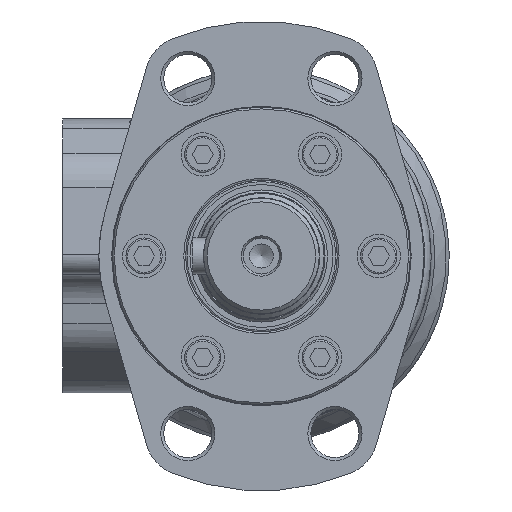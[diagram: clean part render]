
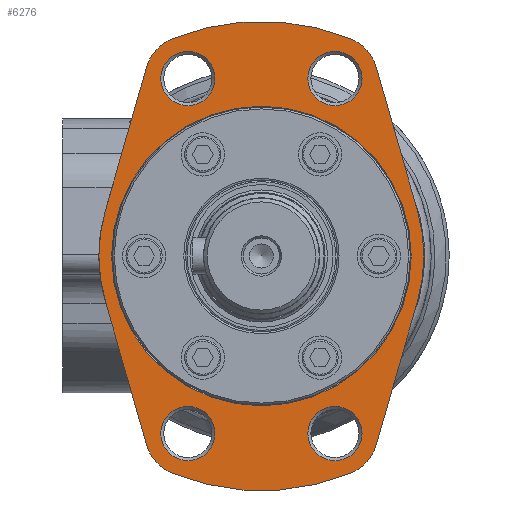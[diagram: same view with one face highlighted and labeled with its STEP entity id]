
A CAD part, left-side view. The second image highlights one B-rep face of the part: STEP entity #6276.
In plain terms, the highlighted planar face has unit normal (-1, 0, 0).
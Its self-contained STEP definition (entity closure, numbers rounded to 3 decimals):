
#177=FACE_BOUND('',#1041,.T.);
#178=FACE_BOUND('',#1042,.T.);
#179=FACE_BOUND('',#1043,.T.);
#180=FACE_BOUND('',#1044,.T.);
#181=FACE_BOUND('',#1045,.T.);
#339=PLANE('',#7004);
#624=FACE_OUTER_BOUND('',#1040,.T.);
#1040=EDGE_LOOP('',(#4754,#4755,#4756,#4757,#4758,#4759,#4760,#4761,#4762,
#4763,#4764,#4765));
#1041=EDGE_LOOP('',(#4766));
#1042=EDGE_LOOP('',(#4767));
#1043=EDGE_LOOP('',(#4768));
#1044=EDGE_LOOP('',(#4769));
#1045=EDGE_LOOP('',(#4770));
#1498=CIRCLE('',#6886,7.505);
#1502=CIRCLE('',#6892,7.505);
#1506=CIRCLE('',#6898,7.505);
#1510=CIRCLE('',#6904,7.505);
#1514=CIRCLE('',#6911,41.485);
#1521=CIRCLE('',#6923,12.);
#1522=CIRCLE('',#6925,65.);
#1523=CIRCLE('',#6927,12.);
#1524=CIRCLE('',#6931,12.);
#1526=CIRCLE('',#6934,65.);
#1528=CIRCLE('',#6937,12.);
#1540=CIRCLE('',#6974,45.);
#1545=CIRCLE('',#7005,45.);
#1822=LINE('',#10338,#2256);
#1826=LINE('',#10347,#2260);
#1832=LINE('',#10364,#2266);
#1834=LINE('',#10369,#2268);
#2256=VECTOR('',#7912,1000.);
#2260=VECTOR('',#7918,1000.);
#2266=VECTOR('',#7938,1000.);
#2268=VECTOR('',#7942,1000.);
#2815=VERTEX_POINT('',#10261);
#2819=VERTEX_POINT('',#10273);
#2823=VERTEX_POINT('',#10285);
#2827=VERTEX_POINT('',#10297);
#2831=VERTEX_POINT('',#10310);
#2842=VERTEX_POINT('',#10335);
#2843=VERTEX_POINT('',#10337);
#2846=VERTEX_POINT('',#10345);
#2847=VERTEX_POINT('',#10346);
#2848=VERTEX_POINT('',#10351);
#2849=VERTEX_POINT('',#10355);
#2850=VERTEX_POINT('',#10359);
#2851=VERTEX_POINT('',#10363);
#2852=VERTEX_POINT('',#10367);
#2853=VERTEX_POINT('',#10368);
#2856=VERTEX_POINT('',#10376);
#2858=VERTEX_POINT('',#10382);
#3443=EDGE_CURVE('',#2815,#2815,#1498,.T.);
#3449=EDGE_CURVE('',#2819,#2819,#1502,.T.);
#3455=EDGE_CURVE('',#2823,#2823,#1506,.T.);
#3461=EDGE_CURVE('',#2827,#2827,#1510,.T.);
#3467=EDGE_CURVE('',#2831,#2831,#1514,.T.);
#3479=EDGE_CURVE('',#2842,#2843,#1822,.T.);
#3483=EDGE_CURVE('',#2846,#2847,#1826,.T.);
#3486=EDGE_CURVE('',#2848,#2846,#1521,.T.);
#3488=EDGE_CURVE('',#2849,#2848,#1522,.T.);
#3490=EDGE_CURVE('',#2850,#2849,#1523,.T.);
#3492=EDGE_CURVE('',#2851,#2850,#1832,.T.);
#3494=EDGE_CURVE('',#2852,#2853,#1834,.T.);
#3498=EDGE_CURVE('',#2856,#2852,#1524,.T.);
#3501=EDGE_CURVE('',#2858,#2856,#1526,.T.);
#3504=EDGE_CURVE('',#2843,#2858,#1528,.T.);
#3551=EDGE_CURVE('',#2847,#2842,#1540,.T.);
#3587=EDGE_CURVE('',#2853,#2851,#1545,.T.);
#4754=ORIENTED_EDGE('',*,*,#3551,.F.);
#4755=ORIENTED_EDGE('',*,*,#3483,.F.);
#4756=ORIENTED_EDGE('',*,*,#3486,.F.);
#4757=ORIENTED_EDGE('',*,*,#3488,.F.);
#4758=ORIENTED_EDGE('',*,*,#3490,.F.);
#4759=ORIENTED_EDGE('',*,*,#3492,.F.);
#4760=ORIENTED_EDGE('',*,*,#3587,.F.);
#4761=ORIENTED_EDGE('',*,*,#3494,.F.);
#4762=ORIENTED_EDGE('',*,*,#3498,.F.);
#4763=ORIENTED_EDGE('',*,*,#3501,.F.);
#4764=ORIENTED_EDGE('',*,*,#3504,.F.);
#4765=ORIENTED_EDGE('',*,*,#3479,.F.);
#4766=ORIENTED_EDGE('',*,*,#3443,.T.);
#4767=ORIENTED_EDGE('',*,*,#3449,.T.);
#4768=ORIENTED_EDGE('',*,*,#3455,.T.);
#4769=ORIENTED_EDGE('',*,*,#3461,.T.);
#4770=ORIENTED_EDGE('',*,*,#3467,.T.);
#6276=ADVANCED_FACE('',(#624,#177,#178,#179,#180,#181),#339,.F.);
#6886=AXIS2_PLACEMENT_3D('',#10263,#7830,#7831);
#6892=AXIS2_PLACEMENT_3D('',#10275,#7844,#7845);
#6898=AXIS2_PLACEMENT_3D('',#10287,#7858,#7859);
#6904=AXIS2_PLACEMENT_3D('',#10299,#7872,#7873);
#6911=AXIS2_PLACEMENT_3D('',#10312,#7888,#7889);
#6923=AXIS2_PLACEMENT_3D('',#10352,#7923,#7924);
#6925=AXIS2_PLACEMENT_3D('',#10356,#7928,#7929);
#6927=AXIS2_PLACEMENT_3D('',#10360,#7933,#7934);
#6931=AXIS2_PLACEMENT_3D('',#10377,#7948,#7949);
#6934=AXIS2_PLACEMENT_3D('',#10383,#7955,#7956);
#6937=AXIS2_PLACEMENT_3D('',#10388,#7962,#7963);
#6974=AXIS2_PLACEMENT_3D('',#10649,#8048,#8049);
#7004=AXIS2_PLACEMENT_3D('',#10772,#8128,#8129);
#7005=AXIS2_PLACEMENT_3D('',#10773,#8130,#8131);
#7830=DIRECTION('center_axis',(1.,0.,0.));
#7831=DIRECTION('ref_axis',(0.,0.,-1.));
#7844=DIRECTION('center_axis',(1.,0.,0.));
#7845=DIRECTION('ref_axis',(0.,0.,-1.));
#7858=DIRECTION('center_axis',(1.,0.,0.));
#7859=DIRECTION('ref_axis',(0.,0.,-1.));
#7872=DIRECTION('center_axis',(1.,0.,0.));
#7873=DIRECTION('ref_axis',(0.,0.,-1.));
#7888=DIRECTION('center_axis',(1.,0.,0.));
#7889=DIRECTION('ref_axis',(0.,0.,-1.));
#7912=DIRECTION('',(0.,-0.276,0.961));
#7918=DIRECTION('',(0.,0.276,0.961));
#7923=DIRECTION('center_axis',(1.,0.,0.));
#7924=DIRECTION('ref_axis',(0.,0.,-1.));
#7928=DIRECTION('center_axis',(1.,0.,0.));
#7929=DIRECTION('ref_axis',(0.,0.,-1.));
#7933=DIRECTION('center_axis',(1.,0.,0.));
#7934=DIRECTION('ref_axis',(0.,0.,-1.));
#7938=DIRECTION('',(0.,0.276,-0.961));
#7942=DIRECTION('',(0.,-0.276,-0.961));
#7948=DIRECTION('center_axis',(1.,0.,0.));
#7949=DIRECTION('ref_axis',(0.,0.,-1.));
#7955=DIRECTION('center_axis',(1.,0.,0.));
#7956=DIRECTION('ref_axis',(0.,0.,-1.));
#7962=DIRECTION('center_axis',(1.,0.,0.));
#7963=DIRECTION('ref_axis',(0.,0.,-1.));
#8048=DIRECTION('center_axis',(1.,0.,0.));
#8049=DIRECTION('ref_axis',(0.,0.,-1.));
#8128=DIRECTION('center_axis',(1.,0.,0.));
#8129=DIRECTION('ref_axis',(0.,0.,-1.));
#8130=DIRECTION('center_axis',(1.,0.,0.));
#8131=DIRECTION('ref_axis',(0.,0.,-1.));
#10261=CARTESIAN_POINT('',(0.,-20.36,41.645));
#10263=CARTESIAN_POINT('Origin',(0.,-20.36,49.15));
#10273=CARTESIAN_POINT('',(0.,-20.36,-56.655));
#10275=CARTESIAN_POINT('Origin',(0.,-20.36,-49.15));
#10285=CARTESIAN_POINT('',(0.,20.36,41.645));
#10287=CARTESIAN_POINT('Origin',(0.,20.36,49.15));
#10297=CARTESIAN_POINT('',(0.,20.36,-56.655));
#10299=CARTESIAN_POINT('Origin',(0.,20.36,-49.15));
#10310=CARTESIAN_POINT('',(0.,0.,-41.485));
#10312=CARTESIAN_POINT('Origin',(0.,0.,0.));
#10335=CARTESIAN_POINT('',(0.,43.257,12.404));
#10337=CARTESIAN_POINT('',(0.,31.825,52.27));
#10338=CARTESIAN_POINT('',(0.,43.257,12.404));
#10345=CARTESIAN_POINT('',(0.,31.825,-52.27));
#10346=CARTESIAN_POINT('',(0.,43.257,-12.404));
#10347=CARTESIAN_POINT('',(0.,31.825,-52.27));
#10351=CARTESIAN_POINT('',(0.,24.884,-60.048));
#10352=CARTESIAN_POINT('Origin',(0.,20.29,-48.962));
#10355=CARTESIAN_POINT('',(0.,-24.884,-60.048));
#10356=CARTESIAN_POINT('Origin',(0.,0.,0.));
#10359=CARTESIAN_POINT('',(0.,-31.825,-52.27));
#10360=CARTESIAN_POINT('Origin',(0.,-20.29,-48.962));
#10363=CARTESIAN_POINT('',(0.,-43.257,-12.404));
#10364=CARTESIAN_POINT('',(0.,-43.257,-12.404));
#10367=CARTESIAN_POINT('',(0.,-31.825,52.27));
#10368=CARTESIAN_POINT('',(0.,-43.257,12.404));
#10369=CARTESIAN_POINT('',(0.,-31.825,52.27));
#10376=CARTESIAN_POINT('',(0.,-24.884,60.048));
#10377=CARTESIAN_POINT('Origin',(0.,-20.29,48.962));
#10382=CARTESIAN_POINT('',(0.,24.884,60.048));
#10383=CARTESIAN_POINT('Origin',(0.,0.,0.));
#10388=CARTESIAN_POINT('Origin',(0.,20.29,48.962));
#10649=CARTESIAN_POINT('Origin',(0.,0.,0.));
#10772=CARTESIAN_POINT('Origin',(0.,0.,0.));
#10773=CARTESIAN_POINT('Origin',(0.,0.,0.));
